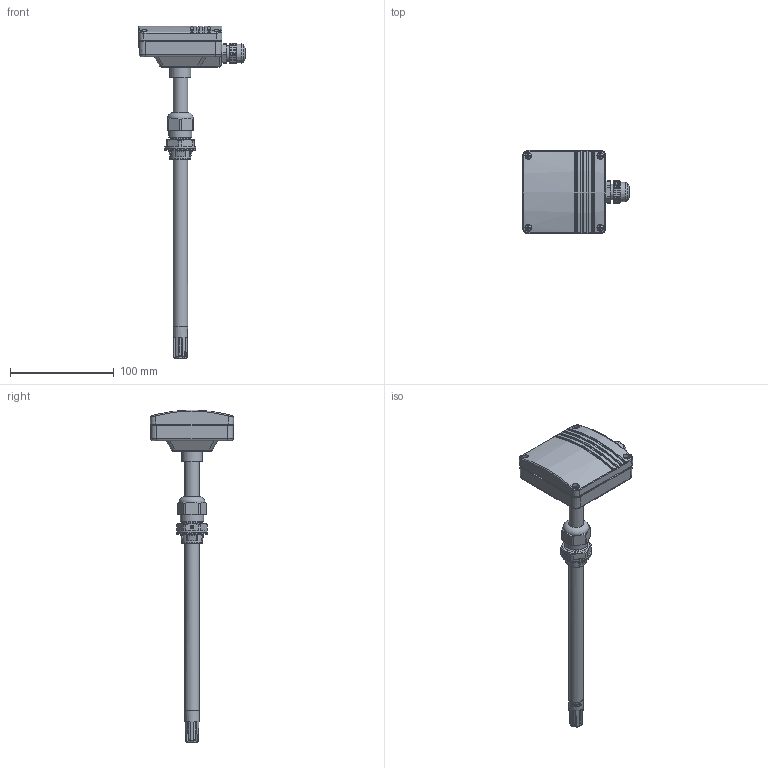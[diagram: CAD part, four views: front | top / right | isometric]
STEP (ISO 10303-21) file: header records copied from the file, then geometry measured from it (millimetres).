
FILE_DESCRIPTION(('STEP AP214'), '1');
FILE_NAME('ﾏﾂﾒ101-ﾊ.270', '', ('UNSPECIFIED'), ('UNSPECIFIED'), 'C3D Converter', 'C3D Toolkit', '');
FILE_SCHEMA(('AUTOMOTIVE_DESIGN { 1 0 10303 214 3 1 1}'));
Length unit declared in the file: millimetre
Products named in the file (1): -04
Bounding box: 102.45 x 80.02 x 319.5 mm (x, y, z)
Volume: 98388.3 mm3; surface area: 84209.2 mm2
Topology: 2 solids, 2 shells, 1335 faces, 3752 edges, 2407 vertices
Faces by surface type: plane 731, cylinder 339, bspline 131, torus 66, cone 62, sphere 6
Full cylindrical faces by diameter (mm): 2 x8, 2.5 x8, 5.6 x2, 6 x4, 6.5 x4, 7 x1, 7.5 x1, 9 x1, 10 x1, 10.5 x2, 12 x2, 12.4 x1, 14 x2, 15 x1, 16 x2, 19.5 x1, 20 x3, 21 x1, 22.3 x2, 29.66 x1, 29.7 x2
Entity records: 86371 total; most frequent: CARTESIAN_POINT 43344, ORIENTED_EDGE 7290, DIRECTION 5957, EDGE_CURVE 3645, VERTEX_POINT 2391, AXIS2_PLACEMENT_3D 2016, LINE 1925, VECTOR 1925
